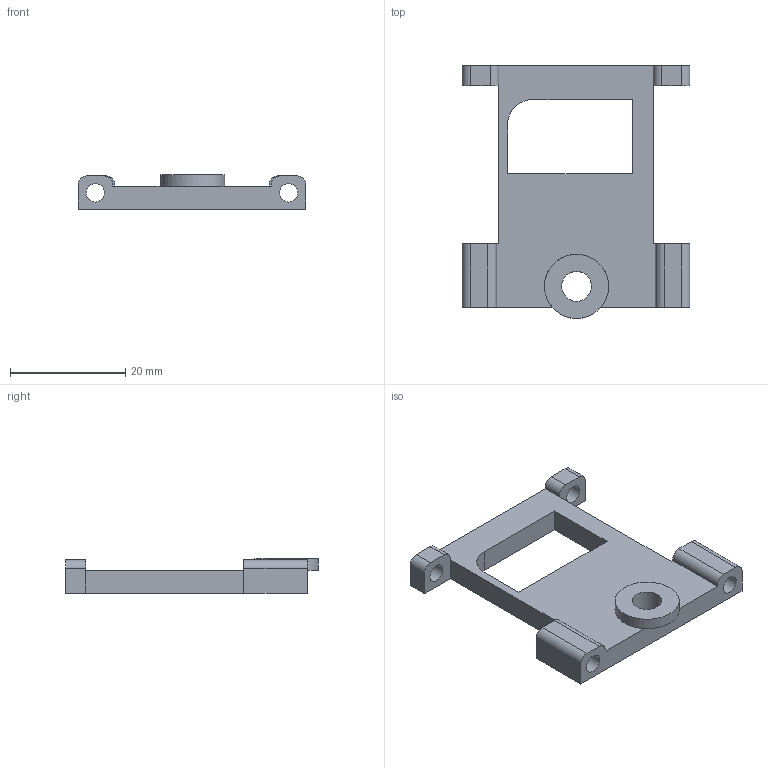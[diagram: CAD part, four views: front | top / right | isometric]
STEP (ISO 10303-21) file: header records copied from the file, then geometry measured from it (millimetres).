
FILE_DESCRIPTION(/* description */ ('STEP AP242','CAx-IF Rec.Pracs.---Representation and Presentation of Product Manufacturing Information (PMI)---4.0---2014-10-13','CAx-IF Rec.Pracs.---3D Tessellated Geometry---0.4---2014-09-14','2;1'),/* implementation_level */ '2;1');
FILE_NAME(/* name */ '662f501a9e0c22593a8a464c',/* time_stamp */ '2024-04-29T07:45:32Z',/* author */ (''),/* organization */ (''),/* preprocessor_version */ 'ST-DEVELOPER v20',/* originating_system */ ' ',/* authorisation */ ' ');
FILE_SCHEMA (('AP242_MANAGED_MODEL_BASED_3D_ENGINEERING_MIM_LF { 1 0 10303 442 1 1 4 }'));
Length unit declared in the file: metre
Products named in the file (1): Pen lifter
Bounding box: 39.6 x 43.96 x 6 mm (x, y, z)
Volume: 4265.7 mm3; surface area: 3619.4 mm2
Topology: 1 solids, 1 shells, 43 faces, 122 edges, 81 vertices
Faces by surface type: plane 28, cylinder 15
Full cylindrical faces by diameter (mm): 3.2 x4, 5.2 x1, 11.158 x1
Entity records: 1379 total; most frequent: CARTESIAN_POINT 233, DIRECTION 231, ORIENTED_EDGE 224, EDGE_CURVE 112, LINE 81, VECTOR 81, VERTEX_POINT 77, AXIS2_PLACEMENT_3D 75
